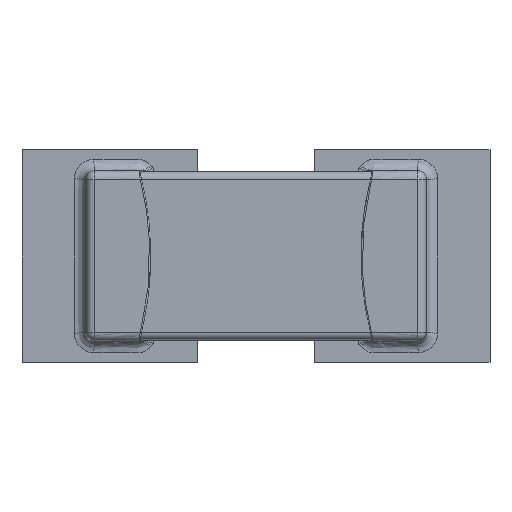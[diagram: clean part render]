
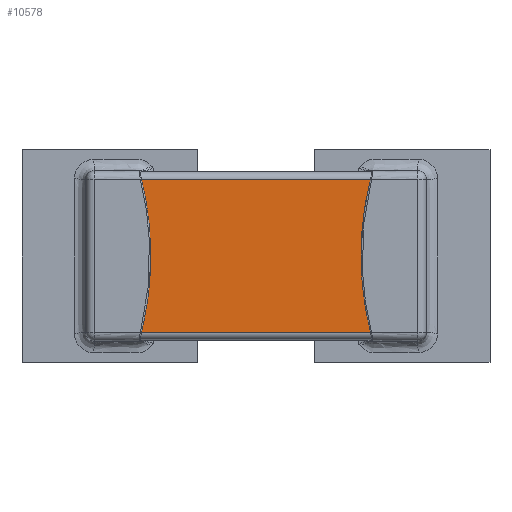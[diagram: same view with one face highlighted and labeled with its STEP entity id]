
A CAD part, top view. The second image highlights one B-rep face of the part: STEP entity #10578.
In plain terms, the highlighted planar face has unit normal (0, 0, 1).
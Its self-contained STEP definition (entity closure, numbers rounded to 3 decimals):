
#10003 = EDGE_CURVE('',#10004,#10006,#10008,.T.);
#10004 = VERTEX_POINT('',#10005);
#10005 = CARTESIAN_POINT('',(-1.5,-0.72,0.8));
#10006 = VERTEX_POINT('',#10007);
#10007 = CARTESIAN_POINT('',(1.5,-0.72,0.8));
#10008 = SURFACE_CURVE('',#10009,(#10013,#10025),.PCURVE_S1.);
#10009 = LINE('',#10010,#10011);
#10010 = CARTESIAN_POINT('',(-1.5,-0.72,0.8));
#10011 = VECTOR('',#10012,1.);
#10012 = DIRECTION('',(1.,0.,0.));
#10013 = PCURVE('',#10014,#10019);
#10014 = CYLINDRICAL_SURFACE('',#10015,0.07);
#10015 = AXIS2_PLACEMENT_3D('',#10016,#10017,#10018);
#10016 = CARTESIAN_POINT('',(-1.5,-0.72,0.73));
#10017 = DIRECTION('',(-1.,0.,0.));
#10018 = DIRECTION('',(0.,1.,0.));
#10019 = DEFINITIONAL_REPRESENTATION('',(#10020),#10024);
#10020 = LINE('',#10021,#10022);
#10021 = CARTESIAN_POINT('',(-1.571,0.));
#10022 = VECTOR('',#10023,1.);
#10023 = DIRECTION('',(-0.,-1.));
#10024 = ( GEOMETRIC_REPRESENTATION_CONTEXT(2) 
PARAMETRIC_REPRESENTATION_CONTEXT() REPRESENTATION_CONTEXT('2D SPACE',''
  ) );
#10025 = PCURVE('',#10026,#10031);
#10026 = PLANE('',#10027);
#10027 = AXIS2_PLACEMENT_3D('',#10028,#10029,#10030);
#10028 = CARTESIAN_POINT('',(-1.5,-0.72,0.8));
#10029 = DIRECTION('',(0.,0.,1.));
#10030 = DIRECTION('',(0.,1.,0.));
#10031 = DEFINITIONAL_REPRESENTATION('',(#10032),#10036);
#10032 = LINE('',#10033,#10034);
#10033 = CARTESIAN_POINT('',(0.,0.));
#10034 = VECTOR('',#10035,1.);
#10035 = DIRECTION('',(0.,-1.));
#10036 = ( GEOMETRIC_REPRESENTATION_CONTEXT(2) 
PARAMETRIC_REPRESENTATION_CONTEXT() REPRESENTATION_CONTEXT('2D SPACE',''
  ) );
#10055 = PLANE('',#10056);
#10056 = AXIS2_PLACEMENT_3D('',#10057,#10058,#10059);
#10057 = CARTESIAN_POINT('',(1.5,0.,0.41));
#10058 = DIRECTION('',(1.,0.,0.));
#10059 = DIRECTION('',(0.,0.,1.));
#10110 = PLANE('',#10111);
#10111 = AXIS2_PLACEMENT_3D('',#10112,#10113,#10114);
#10112 = CARTESIAN_POINT('',(-1.5,0.,0.41));
#10113 = DIRECTION('',(1.,0.,0.));
#10114 = DIRECTION('',(0.,0.,1.));
#10451 = CYLINDRICAL_SURFACE('',#10452,0.07);
#10452 = AXIS2_PLACEMENT_3D('',#10453,#10454,#10455);
#10453 = CARTESIAN_POINT('',(-1.5,0.72,0.73));
#10454 = DIRECTION('',(-1.,0.,0.));
#10455 = DIRECTION('',(0.,1.,0.));
#10511 = VERTEX_POINT('',#10512);
#10512 = CARTESIAN_POINT('',(1.5,0.72,0.8));
#10534 = EDGE_CURVE('',#10535,#10511,#10537,.T.);
#10535 = VERTEX_POINT('',#10536);
#10536 = CARTESIAN_POINT('',(-1.5,0.72,0.8));
#10537 = SURFACE_CURVE('',#10538,(#10542,#10549),.PCURVE_S1.);
#10538 = LINE('',#10539,#10540);
#10539 = CARTESIAN_POINT('',(-1.5,0.72,0.8));
#10540 = VECTOR('',#10541,1.);
#10541 = DIRECTION('',(1.,0.,0.));
#10542 = PCURVE('',#10451,#10543);
#10543 = DEFINITIONAL_REPRESENTATION('',(#10544),#10548);
#10544 = LINE('',#10545,#10546);
#10545 = CARTESIAN_POINT('',(-1.571,0.));
#10546 = VECTOR('',#10547,1.);
#10547 = DIRECTION('',(-0.,-1.));
#10548 = ( GEOMETRIC_REPRESENTATION_CONTEXT(2) 
PARAMETRIC_REPRESENTATION_CONTEXT() REPRESENTATION_CONTEXT('2D SPACE',''
  ) );
#10549 = PCURVE('',#10026,#10550);
#10550 = DEFINITIONAL_REPRESENTATION('',(#10551),#10555);
#10551 = LINE('',#10552,#10553);
#10552 = CARTESIAN_POINT('',(1.44,0.));
#10553 = VECTOR('',#10554,1.);
#10554 = DIRECTION('',(0.,-1.));
#10555 = ( GEOMETRIC_REPRESENTATION_CONTEXT(2) 
PARAMETRIC_REPRESENTATION_CONTEXT() REPRESENTATION_CONTEXT('2D SPACE',''
  ) );
#10578 = ADVANCED_FACE('',(#10579),#10026,.T.);
#10579 = FACE_BOUND('',#10580,.T.);
#10580 = EDGE_LOOP('',(#10581,#10582,#10603,#10604));
#10581 = ORIENTED_EDGE('',*,*,#10003,.T.);
#10582 = ORIENTED_EDGE('',*,*,#10583,.T.);
#10583 = EDGE_CURVE('',#10006,#10511,#10584,.T.);
#10584 = SURFACE_CURVE('',#10585,(#10589,#10596),.PCURVE_S1.);
#10585 = LINE('',#10586,#10587);
#10586 = CARTESIAN_POINT('',(1.5,-0.72,0.8));
#10587 = VECTOR('',#10588,1.);
#10588 = DIRECTION('',(0.,1.,0.));
#10589 = PCURVE('',#10026,#10590);
#10590 = DEFINITIONAL_REPRESENTATION('',(#10591),#10595);
#10591 = LINE('',#10592,#10593);
#10592 = CARTESIAN_POINT('',(0.,-3.));
#10593 = VECTOR('',#10594,1.);
#10594 = DIRECTION('',(1.,0.));
#10595 = ( GEOMETRIC_REPRESENTATION_CONTEXT(2) 
PARAMETRIC_REPRESENTATION_CONTEXT() REPRESENTATION_CONTEXT('2D SPACE',''
  ) );
#10596 = PCURVE('',#10055,#10597);
#10597 = DEFINITIONAL_REPRESENTATION('',(#10598),#10602);
#10598 = LINE('',#10599,#10600);
#10599 = CARTESIAN_POINT('',(0.39,0.72));
#10600 = VECTOR('',#10601,1.);
#10601 = DIRECTION('',(0.,-1.));
#10602 = ( GEOMETRIC_REPRESENTATION_CONTEXT(2) 
PARAMETRIC_REPRESENTATION_CONTEXT() REPRESENTATION_CONTEXT('2D SPACE',''
  ) );
#10603 = ORIENTED_EDGE('',*,*,#10534,.F.);
#10604 = ORIENTED_EDGE('',*,*,#10605,.F.);
#10605 = EDGE_CURVE('',#10004,#10535,#10606,.T.);
#10606 = SURFACE_CURVE('',#10607,(#10611,#10618),.PCURVE_S1.);
#10607 = LINE('',#10608,#10609);
#10608 = CARTESIAN_POINT('',(-1.5,-0.72,0.8));
#10609 = VECTOR('',#10610,1.);
#10610 = DIRECTION('',(0.,1.,0.));
#10611 = PCURVE('',#10026,#10612);
#10612 = DEFINITIONAL_REPRESENTATION('',(#10613),#10617);
#10613 = LINE('',#10614,#10615);
#10614 = CARTESIAN_POINT('',(0.,0.));
#10615 = VECTOR('',#10616,1.);
#10616 = DIRECTION('',(1.,0.));
#10617 = ( GEOMETRIC_REPRESENTATION_CONTEXT(2) 
PARAMETRIC_REPRESENTATION_CONTEXT() REPRESENTATION_CONTEXT('2D SPACE',''
  ) );
#10618 = PCURVE('',#10110,#10619);
#10619 = DEFINITIONAL_REPRESENTATION('',(#10620),#10624);
#10620 = LINE('',#10621,#10622);
#10621 = CARTESIAN_POINT('',(0.39,0.72));
#10622 = VECTOR('',#10623,1.);
#10623 = DIRECTION('',(0.,-1.));
#10624 = ( GEOMETRIC_REPRESENTATION_CONTEXT(2) 
PARAMETRIC_REPRESENTATION_CONTEXT() REPRESENTATION_CONTEXT('2D SPACE',''
  ) );
